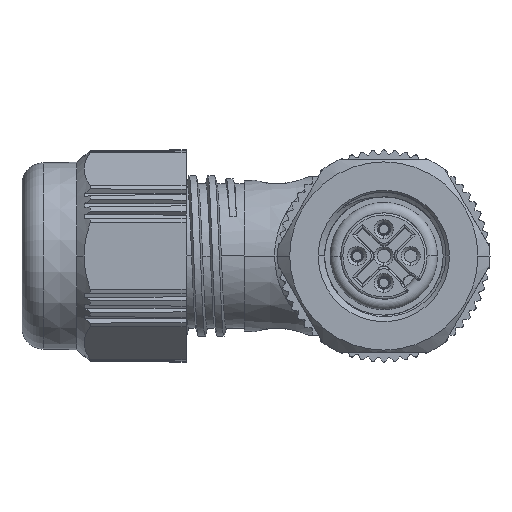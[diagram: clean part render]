
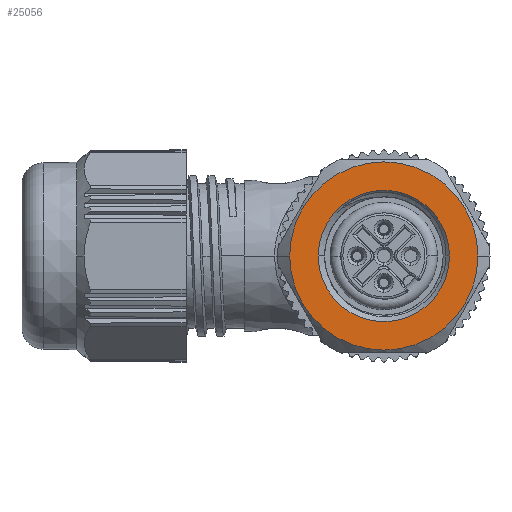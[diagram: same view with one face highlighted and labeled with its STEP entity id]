
A CAD part, front view. The second image highlights one B-rep face of the part: STEP entity #25056.
In plain terms, the highlighted planar face has unit normal (0, -1, 0).
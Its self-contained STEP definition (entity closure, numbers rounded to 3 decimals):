
#2279=CARTESIAN_POINT('',(0.,-8.55,0.));
#2280=DIRECTION('',(0.,1.,0.));
#2281=DIRECTION('',(-1.,0.,0.));
#2282=AXIS2_PLACEMENT_3D('',#2279,#2280,#2281);
#2284=CARTESIAN_POINT('',(0.,-8.55,0.));
#2285=DIRECTION('',(0.,1.,0.));
#2286=DIRECTION('',(1.,0.,0.));
#2287=AXIS2_PLACEMENT_3D('',#2284,#2285,#2286);
#2289=CARTESIAN_POINT('',(0.,-8.55,0.));
#2290=DIRECTION('',(0.,-1.,0.));
#2291=DIRECTION('',(1.,0.,0.));
#2292=AXIS2_PLACEMENT_3D('',#2289,#2290,#2291);
#2294=CARTESIAN_POINT('',(0.,-8.55,0.));
#2295=DIRECTION('',(0.,-1.,0.));
#2296=DIRECTION('',(0.,0.,1.));
#2297=AXIS2_PLACEMENT_3D('',#2294,#2295,#2296);
#2299=CARTESIAN_POINT('',(0.,-8.55,0.));
#2300=DIRECTION('',(0.,-1.,0.));
#2301=DIRECTION('',(-1.,0.,0.));
#2302=AXIS2_PLACEMENT_3D('',#2299,#2300,#2301);
#2304=CARTESIAN_POINT('',(0.,-8.55,0.));
#2305=DIRECTION('',(0.,-1.,0.));
#2306=DIRECTION('',(0.,0.,-1.));
#2307=AXIS2_PLACEMENT_3D('',#2304,#2305,#2306);
#20758=CARTESIAN_POINT('',(-8.779,-8.55,0.));
#20759=CARTESIAN_POINT('',(8.779,-8.55,0.));
#20760=VERTEX_POINT('',#20758);
#20761=VERTEX_POINT('',#20759);
#20764=CARTESIAN_POINT('',(6.125,-8.55,0.));
#20765=CARTESIAN_POINT('',(0.,-8.55,6.125));
#20766=VERTEX_POINT('',#20764);
#20767=VERTEX_POINT('',#20765);
#20768=CARTESIAN_POINT('',(-6.125,-8.55,0.));
#20769=VERTEX_POINT('',#20768);
#20770=CARTESIAN_POINT('',(0.,-8.55,-6.125));
#20771=VERTEX_POINT('',#20770);
#25039=CARTESIAN_POINT('',(0.,-8.55,0.));
#25040=DIRECTION('',(0.,1.,0.));
#25041=DIRECTION('',(1.,0.,0.));
#25042=AXIS2_PLACEMENT_3D('',#25039,#25040,#25041);
#25043=PLANE('',#25042);
#25045=ORIENTED_EDGE('',*,*,#25044,.T.);
#25047=ORIENTED_EDGE('',*,*,#25046,.T.);
#25048=EDGE_LOOP('',(#25045,#25047));
#25049=FACE_OUTER_BOUND('',#25048,.F.);
#25050=ORIENTED_EDGE('',*,*,#25030,.T.);
#25051=ORIENTED_EDGE('',*,*,#25028,.T.);
#25052=ORIENTED_EDGE('',*,*,#25012,.T.);
#25053=ORIENTED_EDGE('',*,*,#25010,.T.);
#25054=EDGE_LOOP('',(#25050,#25051,#25052,#25053));
#25055=FACE_BOUND('',#25054,.F.);
#25056=ADVANCED_FACE('',(#25049,#25055),#25043,.F.);
#2283=CIRCLE('',#2282,8.779);
#2288=CIRCLE('',#2287,8.779);
#2293=CIRCLE('',#2292,6.125);
#2298=CIRCLE('',#2297,6.125);
#2303=CIRCLE('',#2302,6.125);
#2308=CIRCLE('',#2307,6.125);
#25010=EDGE_CURVE('',#20771,#20766,#2308,.T.);
#25012=EDGE_CURVE('',#20769,#20771,#2303,.T.);
#25028=EDGE_CURVE('',#20767,#20769,#2298,.T.);
#25030=EDGE_CURVE('',#20766,#20767,#2293,.T.);
#25044=EDGE_CURVE('',#20760,#20761,#2283,.T.);
#25046=EDGE_CURVE('',#20761,#20760,#2288,.T.);
